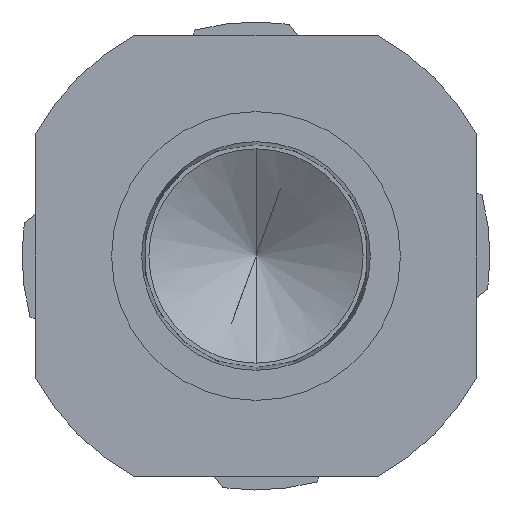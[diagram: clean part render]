
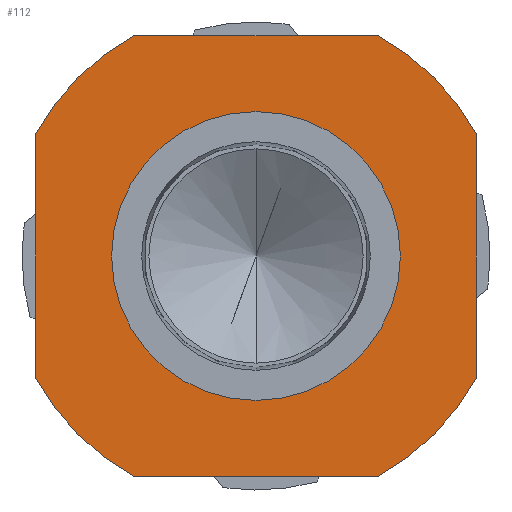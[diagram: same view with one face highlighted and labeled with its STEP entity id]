
A CAD part, front view. The second image highlights one B-rep face of the part: STEP entity #112.
In plain terms, the highlighted planar face has unit normal (0, -1, 0).
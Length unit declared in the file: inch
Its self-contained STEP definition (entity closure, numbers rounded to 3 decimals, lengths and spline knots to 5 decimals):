
#72 = ORIENTED_EDGE ( 'NONE', *, *, #128, .F. ) ;
#87 = ORIENTED_EDGE ( 'NONE', *, *, #172, .F. ) ;
#88 = ORIENTED_EDGE ( 'NONE', *, *, #202, .F. ) ;
#98 = VERTEX_POINT ( 'NONE', #1153 ) ;
#112 = ADVANCED_FACE ( 'NONE', ( #1328, #1339 ), #1335, .F. ) ;
#113 = VERTEX_POINT ( 'NONE', #1327 ) ;
#114 = ORIENTED_EDGE ( 'NONE', *, *, #193, .F. ) ;
#115 = EDGE_CURVE ( 'NONE', #116, #138, #1324, .T. ) ;
#116 = VERTEX_POINT ( 'NONE', #1318 ) ;
#123 = VERTEX_POINT ( 'NONE', #1347 ) ;
#124 = VERTEX_POINT ( 'NONE', #1354 ) ;
#125 = ORIENTED_EDGE ( 'NONE', *, *, #115, .F. ) ;
#126 = EDGE_CURVE ( 'NONE', #124, #116, #1141, .T. ) ;
#127 = ORIENTED_EDGE ( 'NONE', *, *, #130, .F. ) ;
#128 = EDGE_CURVE ( 'NONE', #132, #124, #1133, .T. ) ;
#129 = VERTEX_POINT ( 'NONE', #1144 ) ;
#130 = EDGE_CURVE ( 'NONE', #123, #132, #1132, .T. ) ;
#131 = ORIENTED_EDGE ( 'NONE', *, *, #171, .F. ) ;
#132 = VERTEX_POINT ( 'NONE', #1142 ) ;
#138 = VERTEX_POINT ( 'NONE', #1178 ) ;
#139 = VERTEX_POINT ( 'NONE', #1176 ) ;
#144 = ORIENTED_EDGE ( 'NONE', *, *, #126, .F. ) ;
#158 = EDGE_CURVE ( 'NONE', #113, #123, #1200, .T. ) ;
#160 = EDGE_LOOP ( 'NONE', ( #87, #88 ) ) ;
#161 = ORIENTED_EDGE ( 'NONE', *, *, #158, .F. ) ;
#162 = EDGE_CURVE ( 'NONE', #129, #113, #1208, .T. ) ;
#170 = ORIENTED_EDGE ( 'NONE', *, *, #162, .F. ) ;
#171 = EDGE_CURVE ( 'NONE', #139, #129, #1231, .T. ) ;
#172 = EDGE_CURVE ( 'NONE', #197, #98, #1242, .T. ) ;
#193 = EDGE_CURVE ( 'NONE', #138, #139, #1254, .T. ) ;
#197 = VERTEX_POINT ( 'NONE', #1300 ) ;
#202 = EDGE_CURVE ( 'NONE', #98, #197, #1298, .T. ) ;
#203 = EDGE_LOOP ( 'NONE', ( #114, #125, #144, #72, #127, #161, #170, #131 ) ) ;
#1123 = DIRECTION ( 'NONE',  ( 0., 0., 1. ) ) ;
#1124 = DIRECTION ( 'NONE',  ( 0., 1., 0. ) ) ;
#1125 = CARTESIAN_POINT ( 'NONE',  ( 0., -0.906, 0. ) ) ;
#1130 = VECTOR ( 'NONE', #1139, 39.37008 ) ;
#1132 = CIRCLE ( 'NONE', #1149, 1.745 ) ;
#1133 = LINE ( 'NONE', #1140, #1130 ) ;
#1134 = DIRECTION ( 'NONE',  ( 0., 0., 1. ) ) ;
#1135 = DIRECTION ( 'NONE',  ( 0., 1., 0. ) ) ;
#1136 = CARTESIAN_POINT ( 'NONE',  ( 0., -0.906, 0. ) ) ;
#1137 = AXIS2_PLACEMENT_3D ( 'NONE', #1136, #1135, #1134 ) ;
#1139 = DIRECTION ( 'NONE',  ( -1., 0., 0. ) ) ;
#1140 = CARTESIAN_POINT ( 'NONE',  ( -0.84817, -0.906, -1.525 ) ) ;
#1141 = CIRCLE ( 'NONE', #1137, 1.745 ) ;
#1142 = CARTESIAN_POINT ( 'NONE',  ( 0.84817, -0.906, -1.525 ) ) ;
#1144 = CARTESIAN_POINT ( 'NONE',  ( 0.84817, -0.906, 1.525 ) ) ;
#1149 = AXIS2_PLACEMENT_3D ( 'NONE', #1125, #1124, #1123 ) ;
#1153 = CARTESIAN_POINT ( 'NONE',  ( 0., -0.906, -1. ) ) ;
#1176 = CARTESIAN_POINT ( 'NONE',  ( -0.84817, -0.906, 1.525 ) ) ;
#1178 = CARTESIAN_POINT ( 'NONE',  ( -1.525, -0.906, 0.84817 ) ) ;
#1187 = DIRECTION ( 'NONE',  ( 0., 0., 1. ) ) ;
#1190 = AXIS2_PLACEMENT_3D ( 'NONE', #1193, #1205, #1187 ) ;
#1191 = DIRECTION ( 'NONE',  ( 0., 0., -1. ) ) ;
#1192 = VECTOR ( 'NONE', #1191, 39.37008 ) ;
#1193 = CARTESIAN_POINT ( 'NONE',  ( 0., -0.906, 0. ) ) ;
#1199 = CARTESIAN_POINT ( 'NONE',  ( 1.525, -0.906, -0.84817 ) ) ;
#1200 = LINE ( 'NONE', #1199, #1192 ) ;
#1205 = DIRECTION ( 'NONE',  ( 0., 1., 0. ) ) ;
#1208 = CIRCLE ( 'NONE', #1190, 1.745 ) ;
#1219 = DIRECTION ( 'NONE',  ( 0., 0., 1. ) ) ;
#1220 = DIRECTION ( 'NONE',  ( 0., -1., 0. ) ) ;
#1223 = VECTOR ( 'NONE', #1229, 39.37008 ) ;
#1224 = CARTESIAN_POINT ( 'NONE',  ( 0., -0.906, 0. ) ) ;
#1229 = DIRECTION ( 'NONE',  ( 1., 0., 0. ) ) ;
#1230 = CARTESIAN_POINT ( 'NONE',  ( -0.84817, -0.906, 1.525 ) ) ;
#1231 = LINE ( 'NONE', #1230, #1223 ) ;
#1238 = AXIS2_PLACEMENT_3D ( 'NONE', #1224, #1220, #1219 ) ;
#1242 = CIRCLE ( 'NONE', #1238, 1. ) ;
#1254 = CIRCLE ( 'NONE', #1261, 1.745 ) ;
#1261 = AXIS2_PLACEMENT_3D ( 'NONE', #1305, #1304, #1303 ) ;
#1285 = DIRECTION ( 'NONE',  ( 0., 0., 1. ) ) ;
#1286 = DIRECTION ( 'NONE',  ( 0., -1., 0. ) ) ;
#1287 = CARTESIAN_POINT ( 'NONE',  ( 0., -0.906, 0. ) ) ;
#1292 = AXIS2_PLACEMENT_3D ( 'NONE', #1287, #1286, #1285 ) ;
#1298 = CIRCLE ( 'NONE', #1292, 1. ) ;
#1300 = CARTESIAN_POINT ( 'NONE',  ( 0., -0.906, 1. ) ) ;
#1303 = DIRECTION ( 'NONE',  ( 0., 0., 1. ) ) ;
#1304 = DIRECTION ( 'NONE',  ( 0., 1., 0. ) ) ;
#1305 = CARTESIAN_POINT ( 'NONE',  ( 0., -0.906, 0. ) ) ;
#1315 = DIRECTION ( 'NONE',  ( 0., 0., 1. ) ) ;
#1316 = VECTOR ( 'NONE', #1315, 39.37008 ) ;
#1317 = CARTESIAN_POINT ( 'NONE',  ( -1.525, -0.906, -0.84817 ) ) ;
#1318 = CARTESIAN_POINT ( 'NONE',  ( -1.525, -0.906, -0.84817 ) ) ;
#1322 = DIRECTION ( 'NONE',  ( 0., 0., 1. ) ) ;
#1324 = LINE ( 'NONE', #1317, #1316 ) ;
#1327 = CARTESIAN_POINT ( 'NONE',  ( 1.525, -0.906, 0.84817 ) ) ;
#1328 = FACE_OUTER_BOUND ( 'NONE', #203, .T. ) ;
#1329 = DIRECTION ( 'NONE',  ( 0., 1., 0. ) ) ;
#1330 = CARTESIAN_POINT ( 'NONE',  ( 0., -0.906, 0. ) ) ;
#1332 = AXIS2_PLACEMENT_3D ( 'NONE', #1330, #1329, #1322 ) ;
#1335 = PLANE ( 'NONE',  #1332 ) ;
#1339 = FACE_BOUND ( 'NONE', #160, .T. ) ;
#1347 = CARTESIAN_POINT ( 'NONE',  ( 1.525, -0.906, -0.84817 ) ) ;
#1354 = CARTESIAN_POINT ( 'NONE',  ( -0.84817, -0.906, -1.525 ) ) ;
